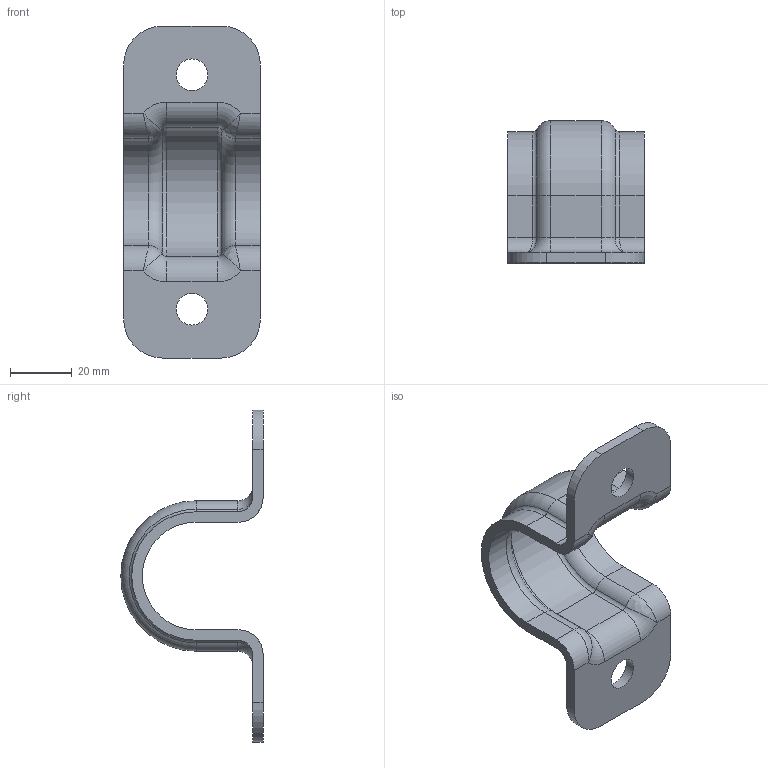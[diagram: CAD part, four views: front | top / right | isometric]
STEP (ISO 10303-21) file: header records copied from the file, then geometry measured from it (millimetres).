
FILE_DESCRIPTION(/* description */ (''),/* implementation_level */ '2;1');
FILE_NAME(/* name */ '1969-10.stp',/* time_stamp */ '2020-11-24T15:48:14-05:00',/* author */ ('jenniferk'),/* organization */ (''),/* preprocessor_version */ 'ST-DEVELOPER v18.1',/* originating_system */ 'Autodesk Inventor 2020',/* authorisation */ '');
FILE_SCHEMA (('AUTOMOTIVE_DESIGN { 1 0 10303 214 3 1 1 }'));
Length unit declared in the file: inch
Products named in the file (1): Assembly1_Shrinkwrap_1
Bounding box: 44.45 x 46.27 x 107.95 mm (x, y, z)
Volume: 25171 mm3; surface area: 16310.3 mm2
Topology: 1 solids, 1 shells, 84 faces, 198 edges, 108 vertices
Faces by surface type: cylinder 40, plane 20, torus 16, bspline 8
Full cylindrical faces by diameter (mm): 10.312 x2
Entity records: 3107 total; most frequent: CARTESIAN_POINT 1185, DIRECTION 412, ORIENTED_EDGE 380, EDGE_CURVE 190, AXIS2_PLACEMENT_3D 161, VERTEX_POINT 108, LINE 90, VECTOR 90
